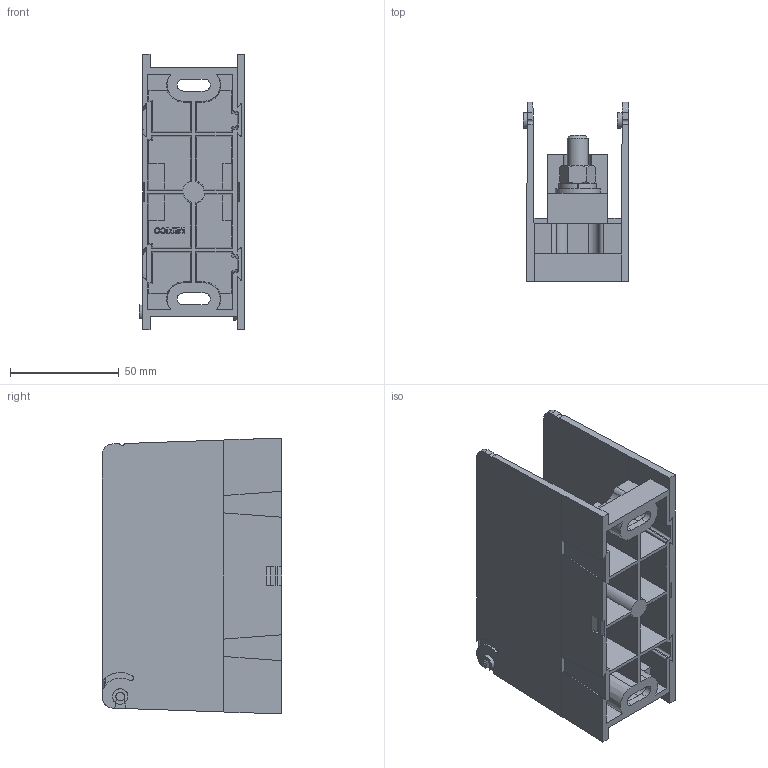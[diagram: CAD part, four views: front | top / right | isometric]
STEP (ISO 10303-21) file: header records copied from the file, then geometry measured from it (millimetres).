
FILE_DESCRIPTION (( 'STEP AP214' ), '1' );
FILE_NAME ('701947rev-1P.STEP', '2013-12-14T12:51:35', ( '' ), ( '' ), 'SwSTEP 2.0', 'SolidWorks 2013', '' );
FILE_SCHEMA (( 'AUTOMOTIVE_DESIGN' ));
Length unit declared in the file: inch
Products named in the file (10): 701947rev-1P; 701947rev-1P_1_7; 701947rev-1P_1_6; 701947rev-1P_1; 701947rev-1P_1_4; 701947rev-1P_1_9; 701947rev-1P_1_2; 701947rev-1P_1_8; 701947rev-1P_1_5; 701947rev-1P_1_3
Assembly tree (9 placements, depth 2):
  701947rev-1P
    701947rev-1P_1_7
    701947rev-1P_1_6
    701947rev-1P_1
    701947rev-1P_1_4
    701947rev-1P_1_9
    701947rev-1P_1_2
    701947rev-1P_1_8
    701947rev-1P_1_5
    701947rev-1P_1_3
Bounding box: 48.6 x 82.55 x 127.01 mm (x, y, z)
Surface area: 91841.5 mm2 (no closed solid volume)
Topology: 0 solids, 9 shells, 502 faces, 1329 edges, 864 vertices
Faces by surface type: plane 284, cylinder 123, cone 64, bspline 31
Full cylindrical faces by diameter (mm): 4.064 x1, 4.928 x1, 6.909 x1, 7.112 x1, 9.525 x2, 9.576 x2, 10.312 x1, 10.795 x1, 12.7 x1, 14.097 x1, 15.875 x1, 15.991 x11, 17.475 x9, 17.78 x1, 19.05 x1, 20.625 x1
Entity records: 32095 total; most frequent: CARTESIAN_POINT 14038, ORIENTED_EDGE 2392, DIRECTION 2093, EDGE_CURVE 1211, VERTEX_POINT 823, LINE 761, VECTOR 761, AXIS2_PLACEMENT_3D 666
